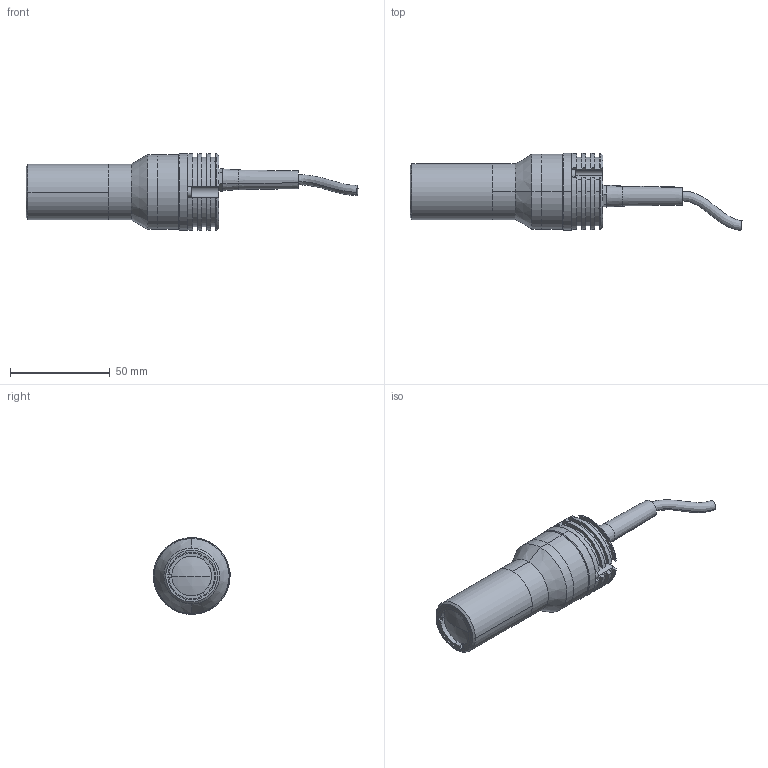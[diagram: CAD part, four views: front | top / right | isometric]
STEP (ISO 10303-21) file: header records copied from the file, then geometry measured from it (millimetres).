
FILE_DESCRIPTION (( 'STEP AP214' ), '1' );
FILE_NAME ('LTCLHP023.STEP', '2014-02-20T14:45:46', ( '' ), ( '' ), 'SwSTEP 2.0', 'SolidWorks 2013', '' );
FILE_SCHEMA (( 'AUTOMOTIVE_DESIGN' ));
Length unit declared in the file: millimetre
Products named in the file (1): LTCLHP023
Bounding box: 166.75 x 38.83 x 38.5 mm (x, y, z)
Surface area: 17193.1 mm2 (no closed solid volume)
Topology: 0 solids, 23 shells, 194 faces, 580 edges, 406 vertices
Faces by surface type: plane 95, cylinder 63, cone 20, torus 12, sphere 2, bspline 2
Entity records: 8841 total; most frequent: CARTESIAN_POINT 1349, DIRECTION 1199, ORIENTED_EDGE 959, EDGE_CURVE 574, AXIS2_PLACEMENT_3D 440, VERTEX_POINT 406, LINE 319, VECTOR 319
